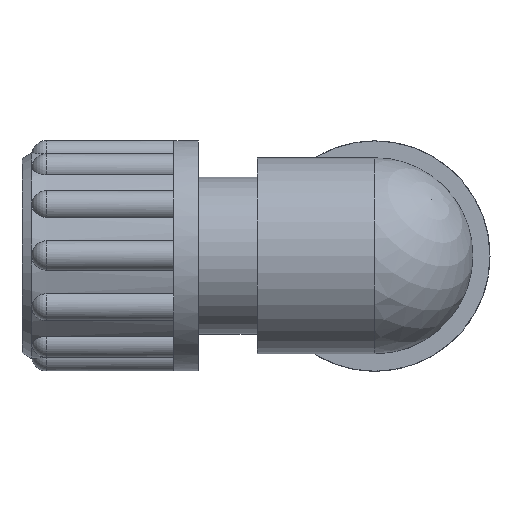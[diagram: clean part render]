
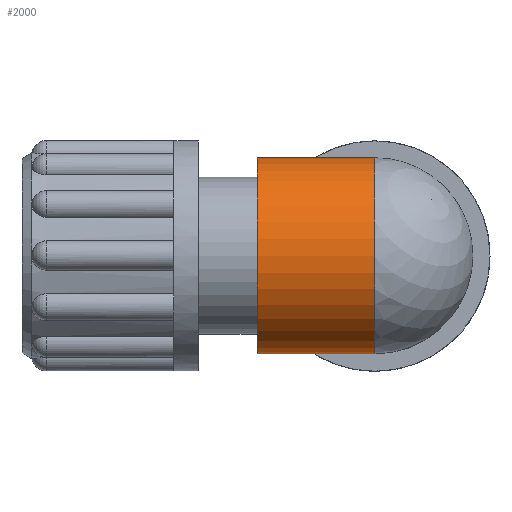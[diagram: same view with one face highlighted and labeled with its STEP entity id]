
A CAD part, top view. The second image highlights one B-rep face of the part: STEP entity #2000.
In plain terms, the highlighted cylindrical face has radius 10 mm (diameter 20 mm), a full revolution.
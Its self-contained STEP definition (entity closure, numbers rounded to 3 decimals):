
#256=FACE_OUTER_BOUND('',#388,.T.);
#388=EDGE_LOOP('',(#1810,#1811,#1812,#1813,#1814));
#395=ELLIPSE('',#2189,14.142,10.);
#403=CIRCLE('',#2038,10.);
#584=CIRCLE('',#2337,10.);
#647=LINE('',#4185,#710);
#710=VECTOR('',#3035,10.);
#720=VERTEX_POINT('',#3066);
#722=VERTEX_POINT('',#3069);
#902=VERTEX_POINT('',#4183);
#917=EDGE_CURVE('',#722,#720,#403,.T.);
#1064=EDGE_CURVE('',#720,#722,#395,.T.);
#1206=EDGE_CURVE('',#902,#902,#584,.T.);
#1207=EDGE_CURVE('',#902,#720,#647,.T.);
#1810=ORIENTED_EDGE('',*,*,#1206,.F.);
#1811=ORIENTED_EDGE('',*,*,#1207,.T.);
#1812=ORIENTED_EDGE('',*,*,#1064,.T.);
#1813=ORIENTED_EDGE('',*,*,#917,.T.);
#1814=ORIENTED_EDGE('',*,*,#1207,.F.);
#1878=CYLINDRICAL_SURFACE('',#2336,10.);
#2000=ADVANCED_FACE('',(#256),#1878,.T.);
#2038=AXIS2_PLACEMENT_3D('',#3070,#2376,#2377);
#2189=AXIS2_PLACEMENT_3D('',#3630,#2708,#2709);
#2336=AXIS2_PLACEMENT_3D('',#4182,#3031,#3032);
#2337=AXIS2_PLACEMENT_3D('',#4184,#3033,#3034);
#2376=DIRECTION('center_axis',(-1.,0.,0.));
#2377=DIRECTION('ref_axis',(0.,-1.,0.));
#2708=DIRECTION('center_axis',(-0.707,0.,0.707));
#2709=DIRECTION('ref_axis',(-0.707,0.,-0.707));
#3031=DIRECTION('center_axis',(-1.,0.,0.));
#3032=DIRECTION('ref_axis',(0.,-1.,0.));
#3033=DIRECTION('center_axis',(-1.,0.,0.));
#3034=DIRECTION('ref_axis',(0.,-1.,0.));
#3035=DIRECTION('',(1.,0.,0.));
#3066=CARTESIAN_POINT('',(0.,10.,0.));
#3069=CARTESIAN_POINT('',(0.,-10.,0.));
#3070=CARTESIAN_POINT('Origin',(0.,0.,0.));
#3630=CARTESIAN_POINT('Origin',(0.,0.,0.));
#4182=CARTESIAN_POINT('Origin',(0.,0.,0.));
#4183=CARTESIAN_POINT('',(-12.,10.,0.));
#4184=CARTESIAN_POINT('Origin',(-12.,0.,0.));
#4185=CARTESIAN_POINT('',(0.,10.,0.));
